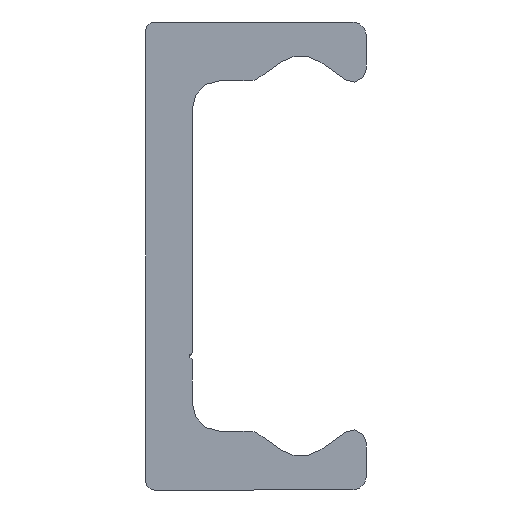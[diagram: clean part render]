
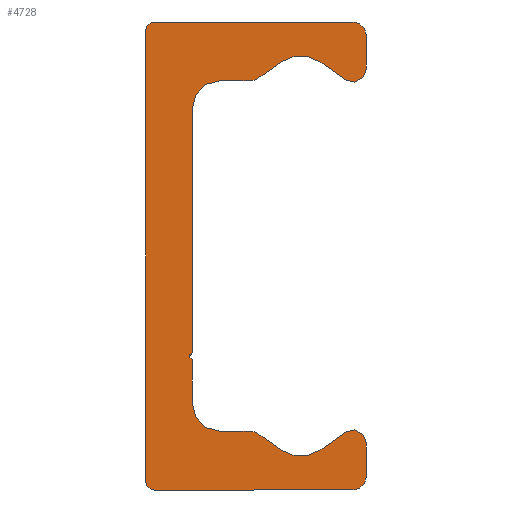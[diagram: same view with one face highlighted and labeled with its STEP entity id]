
A CAD part, left-side view. The second image highlights one B-rep face of the part: STEP entity #4728.
In plain terms, the highlighted planar face has unit normal (-1, 0, 0).
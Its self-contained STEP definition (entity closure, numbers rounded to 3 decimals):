
#3630=CARTESIAN_POINT('',(0.0,4.75,-7.25));
#3631=VERTEX_POINT('',#3630);
#3638=CARTESIAN_POINT('',(0.0,4.75,-7.75));
#3639=VERTEX_POINT('',#3638);
#3640=CARTESIAN_POINT('',(0.0,4.75,-7.5));
#3641=DIRECTION('',(-1.0,0.0,0.0));
#3642=DIRECTION('',(0.0,0.0,1.0));
#3643=AXIS2_PLACEMENT_3D('',#3640,#3641,#3642);
#3644=CIRCLE('',#3643,0.25);
#3645=EDGE_CURVE('',#3631,#3639,#3644,.T.);
#3755=CARTESIAN_POINT('',(0.0,4.75,11.1));
#3756=VERTEX_POINT('',#3755);
#3763=CARTESIAN_POINT('',(0.0,4.75,11.1));
#3764=DIRECTION('',(0.0,0.0,-1.0));
#3765=VECTOR('',#3764,18.35);
#3766=LINE('',#3763,#3765);
#3767=EDGE_CURVE('',#3756,#3631,#3766,.T.);
#3853=CARTESIAN_POINT('',(0.0,7.6,-17.5));
#3854=VERTEX_POINT('',#3853);
#3861=CARTESIAN_POINT('',(0.0,8.25,-16.85));
#3862=VERTEX_POINT('',#3861);
#3863=CARTESIAN_POINT('',(0.0,7.6,-16.85));
#3864=DIRECTION('',(1.0,0.0,0.0));
#3865=DIRECTION('',(0.0,0.0,-1.0));
#3866=AXIS2_PLACEMENT_3D('',#3863,#3864,#3865);
#3867=CIRCLE('',#3866,0.65);
#3868=EDGE_CURVE('',#3854,#3862,#3867,.T.);
#3892=CARTESIAN_POINT('',(0.0,-7.25,-17.5));
#3893=VERTEX_POINT('',#3892);
#3900=CARTESIAN_POINT('',(0.0,-7.25,-17.5));
#3901=DIRECTION('',(0.0,1.0,0.0));
#3902=VECTOR('',#3901,14.85);
#3903=LINE('',#3900,#3902);
#3904=EDGE_CURVE('',#3893,#3854,#3903,.T.);
#3924=CARTESIAN_POINT('',(0.0,-8.25,-16.5));
#3925=VERTEX_POINT('',#3924);
#3932=CARTESIAN_POINT('',(0.0,-7.25,-16.5));
#3933=DIRECTION('',(1.0,0.0,0.0));
#3934=DIRECTION('',(0.0,-1.0,0.0));
#3935=AXIS2_PLACEMENT_3D('',#3932,#3933,#3934);
#3936=CIRCLE('',#3935,1.0);
#3937=EDGE_CURVE('',#3925,#3893,#3936,.T.);
#3956=CARTESIAN_POINT('',(0.0,-8.25,-13.98));
#3957=VERTEX_POINT('',#3956);
#3964=CARTESIAN_POINT('',(0.0,-8.25,-13.98));
#3965=DIRECTION('',(0.0,0.0,-1.0));
#3966=VECTOR('',#3965,2.52);
#3967=LINE('',#3964,#3966);
#3968=EDGE_CURVE('',#3957,#3925,#3967,.T.);
#3988=CARTESIAN_POINT('',(0.0,-6.708,-13.177));
#3989=VERTEX_POINT('',#3988);
#3996=CARTESIAN_POINT('',(0.0,-7.27,-13.98));
#3997=DIRECTION('',(1.0,0.0,0.0));
#3998=DIRECTION('',(0.0,0.574,0.819));
#3999=AXIS2_PLACEMENT_3D('',#3996,#3997,#3998);
#4000=CIRCLE('',#3999,0.98);
#4001=EDGE_CURVE('',#3989,#3957,#4000,.T.);
#4020=CARTESIAN_POINT('',(0.0,-4.784,-14.524));
#4021=VERTEX_POINT('',#4020);
#4028=CARTESIAN_POINT('',(0.0,-4.784,-14.524));
#4029=DIRECTION('',(0.0,-0.819,0.574));
#4030=VECTOR('',#4029,2.349);
#4031=LINE('',#4028,#4030);
#4032=EDGE_CURVE('',#4021,#3989,#4031,.T.);
#4052=CARTESIAN_POINT('',(0.0,-1.916,-14.524));
#4053=VERTEX_POINT('',#4052);
#4060=CARTESIAN_POINT('',(0.0,-3.35,-12.477));
#4061=DIRECTION('',(-1.0,0.0,0.0));
#4062=DIRECTION('',(0.0,0.574,0.819));
#4063=AXIS2_PLACEMENT_3D('',#4060,#4061,#4062);
#4064=CIRCLE('',#4063,2.5);
#4065=EDGE_CURVE('',#4053,#4021,#4064,.T.);
#4084=CARTESIAN_POINT('',(0.0,-0.14,-13.281));
#4085=VERTEX_POINT('',#4084);
#4092=CARTESIAN_POINT('',(0.0,-0.14,-13.281));
#4093=DIRECTION('',(0.0,-0.819,-0.574));
#4094=VECTOR('',#4093,2.168);
#4095=LINE('',#4092,#4094);
#4096=EDGE_CURVE('',#4085,#4053,#4095,.T.);
#4116=CARTESIAN_POINT('',(0.0,0.433,-13.1));
#4117=VERTEX_POINT('',#4116);
#4124=CARTESIAN_POINT('',(0.0,0.433,-14.1));
#4125=DIRECTION('',(1.0,0.0,0.0));
#4126=DIRECTION('',(0.0,0.0,1.0));
#4127=AXIS2_PLACEMENT_3D('',#4124,#4125,#4126);
#4128=CIRCLE('',#4127,1.);
#4129=EDGE_CURVE('',#4117,#4085,#4128,.T.);
#4148=CARTESIAN_POINT('',(0.0,2.75,-13.1));
#4149=VERTEX_POINT('',#4148);
#4156=CARTESIAN_POINT('',(0.0,2.75,-13.1));
#4157=DIRECTION('',(0.0,-1.0,0.0));
#4158=VECTOR('',#4157,2.317);
#4159=LINE('',#4156,#4158);
#4160=EDGE_CURVE('',#4149,#4117,#4159,.T.);
#4180=CARTESIAN_POINT('',(0.0,4.75,-11.1));
#4181=VERTEX_POINT('',#4180);
#4188=CARTESIAN_POINT('',(0.0,2.75,-11.1));
#4189=DIRECTION('',(-1.0,0.0,0.0));
#4190=DIRECTION('',(0.0,0.0,1.0));
#4191=AXIS2_PLACEMENT_3D('',#4188,#4189,#4190);
#4192=CIRCLE('',#4191,2.0);
#4193=EDGE_CURVE('',#4181,#4149,#4192,.T.);
#4211=CARTESIAN_POINT('',(0.0,4.75,-7.75));
#4212=DIRECTION('',(0.0,0.0,-1.0));
#4213=VECTOR('',#4212,3.35);
#4214=LINE('',#4211,#4213);
#4215=EDGE_CURVE('',#3639,#4181,#4214,.T.);
#4235=CARTESIAN_POINT('',(0.0,2.75,13.1));
#4236=VERTEX_POINT('',#4235);
#4243=CARTESIAN_POINT('',(0.0,2.75,11.1));
#4244=DIRECTION('',(-1.0,0.0,0.0));
#4245=DIRECTION('',(0.0,-1.0,0.0));
#4246=AXIS2_PLACEMENT_3D('',#4243,#4244,#4245);
#4247=CIRCLE('',#4246,2.0);
#4248=EDGE_CURVE('',#4236,#3756,#4247,.T.);
#4267=CARTESIAN_POINT('',(0.0,0.433,13.1));
#4268=VERTEX_POINT('',#4267);
#4275=CARTESIAN_POINT('',(0.0,0.433,13.1));
#4276=DIRECTION('',(0.0,1.0,0.0));
#4277=VECTOR('',#4276,2.317);
#4278=LINE('',#4275,#4277);
#4279=EDGE_CURVE('',#4268,#4236,#4278,.T.);
#4299=CARTESIAN_POINT('',(0.0,-0.14,13.281));
#4300=VERTEX_POINT('',#4299);
#4307=CARTESIAN_POINT('',(0.0,0.433,14.1));
#4308=DIRECTION('',(1.0,0.0,0.0));
#4309=DIRECTION('',(0.0,-0.574,-0.819));
#4310=AXIS2_PLACEMENT_3D('',#4307,#4308,#4309);
#4311=CIRCLE('',#4310,1.);
#4312=EDGE_CURVE('',#4300,#4268,#4311,.T.);
#4331=CARTESIAN_POINT('',(0.0,-1.916,14.524));
#4332=VERTEX_POINT('',#4331);
#4339=CARTESIAN_POINT('',(0.0,-1.916,14.524));
#4340=DIRECTION('',(0.0,0.819,-0.574));
#4341=VECTOR('',#4340,2.168);
#4342=LINE('',#4339,#4341);
#4343=EDGE_CURVE('',#4332,#4300,#4342,.T.);
#4363=CARTESIAN_POINT('',(0.0,-4.784,14.524));
#4364=VERTEX_POINT('',#4363);
#4371=CARTESIAN_POINT('',(0.0,-3.35,12.477));
#4372=DIRECTION('',(-1.0,0.0,0.0));
#4373=DIRECTION('',(0.0,-0.574,-0.819));
#4374=AXIS2_PLACEMENT_3D('',#4371,#4372,#4373);
#4375=CIRCLE('',#4374,2.5);
#4376=EDGE_CURVE('',#4364,#4332,#4375,.T.);
#4395=CARTESIAN_POINT('',(0.0,-6.708,13.177));
#4396=VERTEX_POINT('',#4395);
#4403=CARTESIAN_POINT('',(0.0,-6.708,13.177));
#4404=DIRECTION('',(0.0,0.819,0.574));
#4405=VECTOR('',#4404,2.349);
#4406=LINE('',#4403,#4405);
#4407=EDGE_CURVE('',#4396,#4364,#4406,.T.);
#4427=CARTESIAN_POINT('',(0.0,-8.25,13.98));
#4428=VERTEX_POINT('',#4427);
#4435=CARTESIAN_POINT('',(0.0,-7.27,13.98));
#4436=DIRECTION('',(1.0,0.0,0.0));
#4437=DIRECTION('',(0.0,-1.0,0.0));
#4438=AXIS2_PLACEMENT_3D('',#4435,#4436,#4437);
#4439=CIRCLE('',#4438,0.98);
#4440=EDGE_CURVE('',#4428,#4396,#4439,.T.);
#4459=CARTESIAN_POINT('',(0.0,-8.25,16.5));
#4460=VERTEX_POINT('',#4459);
#4467=CARTESIAN_POINT('',(0.0,-8.25,16.5));
#4468=DIRECTION('',(0.0,0.0,-1.0));
#4469=VECTOR('',#4468,2.52);
#4470=LINE('',#4467,#4469);
#4471=EDGE_CURVE('',#4460,#4428,#4470,.T.);
#4491=CARTESIAN_POINT('',(0.0,-7.25,17.5));
#4492=VERTEX_POINT('',#4491);
#4499=CARTESIAN_POINT('',(0.0,-7.25,16.5));
#4500=DIRECTION('',(1.0,0.0,0.0));
#4501=DIRECTION('',(0.0,0.0,1.0));
#4502=AXIS2_PLACEMENT_3D('',#4499,#4500,#4501);
#4503=CIRCLE('',#4502,1.0);
#4504=EDGE_CURVE('',#4492,#4460,#4503,.T.);
#4523=CARTESIAN_POINT('',(0.0,7.6,17.5));
#4524=VERTEX_POINT('',#4523);
#4531=CARTESIAN_POINT('',(0.0,7.6,17.5));
#4532=DIRECTION('',(0.0,-1.0,0.0));
#4533=VECTOR('',#4532,14.85);
#4534=LINE('',#4531,#4533);
#4535=EDGE_CURVE('',#4524,#4492,#4534,.T.);
#4555=CARTESIAN_POINT('',(0.0,8.25,16.85));
#4556=VERTEX_POINT('',#4555);
#4563=CARTESIAN_POINT('',(0.0,7.6,16.85));
#4564=DIRECTION('',(1.0,0.0,0.0));
#4565=DIRECTION('',(0.0,1.0,0.0));
#4566=AXIS2_PLACEMENT_3D('',#4563,#4564,#4565);
#4567=CIRCLE('',#4566,0.65);
#4568=EDGE_CURVE('',#4556,#4524,#4567,.T.);
#4586=CARTESIAN_POINT('',(0.0,8.25,-16.85));
#4587=DIRECTION('',(0.0,0.0,1.0));
#4588=VECTOR('',#4587,33.7);
#4589=LINE('',#4586,#4588);
#4590=EDGE_CURVE('',#3862,#4556,#4589,.T.);
#4695=CARTESIAN_POINT('',(0.0,2.258,-0.017));
#4696=DIRECTION('',(1.0,0.0,0.0));
#4697=DIRECTION('',(0.0,0.0,-1.0));
#4698=AXIS2_PLACEMENT_3D('',#4695,#4696,#4697);
#4699=PLANE('',#4698);
#4700=ORIENTED_EDGE('',*,*,#4590,.F.);
#4701=ORIENTED_EDGE('',*,*,#3868,.F.);
#4702=ORIENTED_EDGE('',*,*,#3904,.F.);
#4703=ORIENTED_EDGE('',*,*,#3937,.F.);
#4704=ORIENTED_EDGE('',*,*,#3968,.F.);
#4705=ORIENTED_EDGE('',*,*,#4001,.F.);
#4706=ORIENTED_EDGE('',*,*,#4032,.F.);
#4707=ORIENTED_EDGE('',*,*,#4065,.F.);
#4708=ORIENTED_EDGE('',*,*,#4096,.F.);
#4709=ORIENTED_EDGE('',*,*,#4129,.F.);
#4710=ORIENTED_EDGE('',*,*,#4160,.F.);
#4711=ORIENTED_EDGE('',*,*,#4193,.F.);
#4712=ORIENTED_EDGE('',*,*,#4215,.F.);
#4713=ORIENTED_EDGE('',*,*,#3645,.F.);
#4714=ORIENTED_EDGE('',*,*,#3767,.F.);
#4715=ORIENTED_EDGE('',*,*,#4248,.F.);
#4716=ORIENTED_EDGE('',*,*,#4279,.F.);
#4717=ORIENTED_EDGE('',*,*,#4312,.F.);
#4718=ORIENTED_EDGE('',*,*,#4343,.F.);
#4719=ORIENTED_EDGE('',*,*,#4376,.F.);
#4720=ORIENTED_EDGE('',*,*,#4407,.F.);
#4721=ORIENTED_EDGE('',*,*,#4440,.F.);
#4722=ORIENTED_EDGE('',*,*,#4471,.F.);
#4723=ORIENTED_EDGE('',*,*,#4504,.F.);
#4724=ORIENTED_EDGE('',*,*,#4535,.F.);
#4725=ORIENTED_EDGE('',*,*,#4568,.F.);
#4726=EDGE_LOOP('',(#4700,#4701,#4702,#4703,#4704,#4705,#4706,#4707,#4708,#4709,#4710,#4711,#4712,#4713,#4714,#4715,#4716,#4717,#4718,#4719,#4720,#4721,#4722,#4723,#4724,#4725));
#4727=FACE_OUTER_BOUND('',#4726,.T.);
#4728=ADVANCED_FACE('',(#4727),#4699,.F.);
